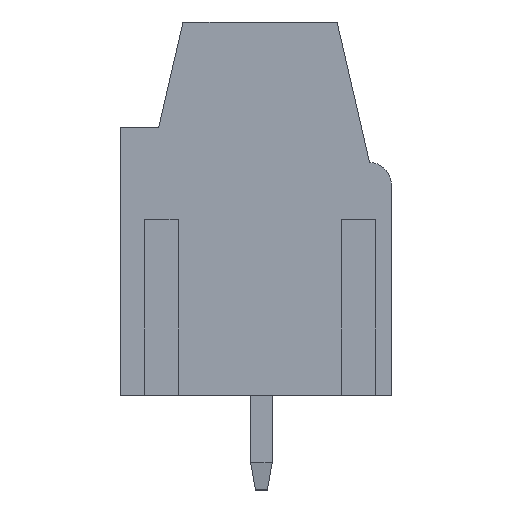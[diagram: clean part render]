
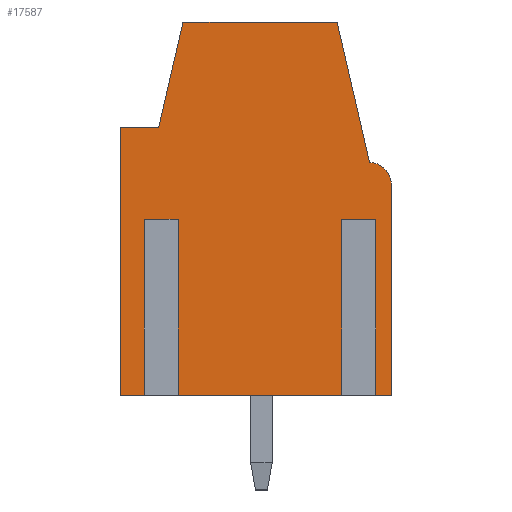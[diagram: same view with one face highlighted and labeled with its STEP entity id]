
A CAD part, left-side view. The second image highlights one B-rep face of the part: STEP entity #17587.
In plain terms, the highlighted planar face has unit normal (-1, 0, 0).
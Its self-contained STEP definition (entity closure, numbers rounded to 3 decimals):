
#17503=AXIS2_PLACEMENT_3D('Plane Axis2P3D',#17500,#17501,#17502) ;
#17533=AXIS2_PLACEMENT_3D('Circle Axis2P3D',#17531,#17532,$) ;
#16296=CARTESIAN_POINT('Vertex',(0.55,10.,13.4)) ;
#16380=CARTESIAN_POINT('Vertex',(0.55,10.,3.5)) ;
#16383=CARTESIAN_POINT('Line Origine',(0.55,10.,8.45)) ;
#16442=CARTESIAN_POINT('Vertex',(0.55,7.7,17.3)) ;
#16491=CARTESIAN_POINT('Vertex',(0.55,8.6,13.4)) ;
#16494=CARTESIAN_POINT('Line Origine',(0.55,8.15,15.35)) ;
#16566=CARTESIAN_POINT('Line Origine',(0.55,9.3,13.4)) ;
#16926=CARTESIAN_POINT('Vertex',(0.55,0.,3.5)) ;
#16929=CARTESIAN_POINT('Line Origine',(0.55,0.447,3.5)) ;
#16933=CARTESIAN_POINT('Vertex',(0.55,0.894,3.5)) ;
#16954=CARTESIAN_POINT('Vertex',(0.55,1.506,3.5)) ;
#16957=CARTESIAN_POINT('Line Origine',(0.55,4.85,3.5)) ;
#16961=CARTESIAN_POINT('Vertex',(0.55,8.194,3.5)) ;
#16982=CARTESIAN_POINT('Vertex',(0.55,8.806,3.5)) ;
#16985=CARTESIAN_POINT('Line Origine',(0.55,9.403,3.5)) ;
#17500=CARTESIAN_POINT('Axis2P3D Location',(0.55,10.,0.)) ;
#17505=CARTESIAN_POINT('Line Origine',(0.55,1.506,6.75)) ;
#17509=CARTESIAN_POINT('Vertex',(0.55,1.506,10.)) ;
#17512=CARTESIAN_POINT('Line Origine',(0.55,1.2,10.)) ;
#17516=CARTESIAN_POINT('Vertex',(0.55,0.894,10.)) ;
#17519=CARTESIAN_POINT('Line Origine',(0.55,0.894,6.75)) ;
#17524=CARTESIAN_POINT('Line Origine',(0.55,0.,7.4)) ;
#17528=CARTESIAN_POINT('Vertex',(0.55,0.,11.3)) ;
#17531=CARTESIAN_POINT('Axis2P3D Location',(0.55,0.8,11.3)) ;
#17535=CARTESIAN_POINT('Vertex',(0.55,0.8,12.1)) ;
#17538=CARTESIAN_POINT('Line Origine',(0.55,1.4,14.7)) ;
#17542=CARTESIAN_POINT('Vertex',(0.55,2.001,17.3)) ;
#17545=CARTESIAN_POINT('Line Origine',(0.55,4.85,17.3)) ;
#17550=CARTESIAN_POINT('Line Origine',(0.55,8.806,6.75)) ;
#17554=CARTESIAN_POINT('Vertex',(0.55,8.806,10.)) ;
#17557=CARTESIAN_POINT('Line Origine',(0.55,8.5,10.)) ;
#17561=CARTESIAN_POINT('Vertex',(0.55,8.194,10.)) ;
#17564=CARTESIAN_POINT('Line Origine',(0.55,8.194,6.75)) ;
#16384=DIRECTION('Vector Direction',(0.,0.,1.)) ;
#16495=DIRECTION('Vector Direction',(0.,-0.225,0.974)) ;
#16567=DIRECTION('Vector Direction',(0.,-1.,0.)) ;
#16930=DIRECTION('Vector Direction',(0.,1.,0.)) ;
#16958=DIRECTION('Vector Direction',(0.,1.,0.)) ;
#16986=DIRECTION('Vector Direction',(0.,1.,0.)) ;
#17501=DIRECTION('Axis2P3D Direction',(1.,0.,0.)) ;
#17502=DIRECTION('Axis2P3D XDirection',(0.,0.,-1.)) ;
#17506=DIRECTION('Vector Direction',(0.,0.,1.)) ;
#17513=DIRECTION('Vector Direction',(0.,1.,0.)) ;
#17520=DIRECTION('Vector Direction',(0.,0.,1.)) ;
#17525=DIRECTION('Vector Direction',(0.,0.,-1.)) ;
#17532=DIRECTION('Axis2P3D Direction',(1.,0.,0.)) ;
#17539=DIRECTION('Vector Direction',(0.,-0.225,-0.974)) ;
#17546=DIRECTION('Vector Direction',(0.,-1.,0.)) ;
#17551=DIRECTION('Vector Direction',(0.,0.,1.)) ;
#17558=DIRECTION('Vector Direction',(0.,1.,0.)) ;
#17565=DIRECTION('Vector Direction',(0.,0.,1.)) ;
#16385=VECTOR('Line Direction',#16384,1.) ;
#16496=VECTOR('Line Direction',#16495,1.) ;
#16568=VECTOR('Line Direction',#16567,1.) ;
#16931=VECTOR('Line Direction',#16930,1.) ;
#16959=VECTOR('Line Direction',#16958,1.) ;
#16987=VECTOR('Line Direction',#16986,1.) ;
#17507=VECTOR('Line Direction',#17506,1.) ;
#17514=VECTOR('Line Direction',#17513,1.) ;
#17521=VECTOR('Line Direction',#17520,1.) ;
#17526=VECTOR('Line Direction',#17525,1.) ;
#17540=VECTOR('Line Direction',#17539,1.) ;
#17547=VECTOR('Line Direction',#17546,1.) ;
#17552=VECTOR('Line Direction',#17551,1.) ;
#17559=VECTOR('Line Direction',#17558,1.) ;
#17566=VECTOR('Line Direction',#17565,1.) ;
#17570=ORIENTED_EDGE('',*,*,#17511,.T.) ;
#17571=ORIENTED_EDGE('',*,*,#17518,.F.) ;
#17572=ORIENTED_EDGE('',*,*,#17523,.F.) ;
#17573=ORIENTED_EDGE('',*,*,#16935,.F.) ;
#17574=ORIENTED_EDGE('',*,*,#17530,.F.) ;
#17575=ORIENTED_EDGE('',*,*,#17537,.F.) ;
#17576=ORIENTED_EDGE('',*,*,#17544,.F.) ;
#17577=ORIENTED_EDGE('',*,*,#17549,.F.) ;
#17578=ORIENTED_EDGE('',*,*,#16498,.F.) ;
#17579=ORIENTED_EDGE('',*,*,#16570,.F.) ;
#17580=ORIENTED_EDGE('',*,*,#16387,.F.) ;
#17581=ORIENTED_EDGE('',*,*,#16989,.F.) ;
#17582=ORIENTED_EDGE('',*,*,#17556,.T.) ;
#17583=ORIENTED_EDGE('',*,*,#17563,.F.) ;
#17584=ORIENTED_EDGE('',*,*,#17568,.F.) ;
#17585=ORIENTED_EDGE('',*,*,#16963,.F.) ;
#17587=ADVANCED_FACE('HOUSING',(#17586),#17504,.F.) ;
#17534=CIRCLE('generated circle',#17533,0.8) ;
#16387=EDGE_CURVE('',#16381,#16297,#16386,.T.) ;
#16498=EDGE_CURVE('',#16492,#16443,#16497,.T.) ;
#16570=EDGE_CURVE('',#16297,#16492,#16569,.T.) ;
#16935=EDGE_CURVE('',#16927,#16934,#16932,.T.) ;
#16963=EDGE_CURVE('',#16955,#16962,#16960,.T.) ;
#16989=EDGE_CURVE('',#16983,#16381,#16988,.T.) ;
#17511=EDGE_CURVE('',#16955,#17510,#17508,.T.) ;
#17518=EDGE_CURVE('',#17517,#17510,#17515,.T.) ;
#17523=EDGE_CURVE('',#16934,#17517,#17522,.T.) ;
#17530=EDGE_CURVE('',#17529,#16927,#17527,.T.) ;
#17537=EDGE_CURVE('',#17536,#17529,#17534,.T.) ;
#17544=EDGE_CURVE('',#17543,#17536,#17541,.T.) ;
#17549=EDGE_CURVE('',#16443,#17543,#17548,.T.) ;
#17556=EDGE_CURVE('',#16983,#17555,#17553,.T.) ;
#17563=EDGE_CURVE('',#17562,#17555,#17560,.T.) ;
#17568=EDGE_CURVE('',#16962,#17562,#17567,.T.) ;
#17569=EDGE_LOOP('',(#17570,#17571,#17572,#17573,#17574,#17575,#17576,#17577,#17578,#17579,#17580,#17581,#17582,#17583,#17584,#17585)) ;
#17586=FACE_OUTER_BOUND('',#17569,.T.) ;
#16386=LINE('Line',#16383,#16385) ;
#16497=LINE('Line',#16494,#16496) ;
#16569=LINE('Line',#16566,#16568) ;
#16932=LINE('Line',#16929,#16931) ;
#16960=LINE('Line',#16957,#16959) ;
#16988=LINE('Line',#16985,#16987) ;
#17508=LINE('Line',#17505,#17507) ;
#17515=LINE('Line',#17512,#17514) ;
#17522=LINE('Line',#17519,#17521) ;
#17527=LINE('Line',#17524,#17526) ;
#17541=LINE('Line',#17538,#17540) ;
#17548=LINE('Line',#17545,#17547) ;
#17553=LINE('Line',#17550,#17552) ;
#17560=LINE('Line',#17557,#17559) ;
#17567=LINE('Line',#17564,#17566) ;
#17504=PLANE('',#17503) ;
#16297=VERTEX_POINT('',#16296) ;
#16381=VERTEX_POINT('',#16380) ;
#16443=VERTEX_POINT('',#16442) ;
#16492=VERTEX_POINT('',#16491) ;
#16927=VERTEX_POINT('',#16926) ;
#16934=VERTEX_POINT('',#16933) ;
#16955=VERTEX_POINT('',#16954) ;
#16962=VERTEX_POINT('',#16961) ;
#16983=VERTEX_POINT('',#16982) ;
#17510=VERTEX_POINT('',#17509) ;
#17517=VERTEX_POINT('',#17516) ;
#17529=VERTEX_POINT('',#17528) ;
#17536=VERTEX_POINT('',#17535) ;
#17543=VERTEX_POINT('',#17542) ;
#17555=VERTEX_POINT('',#17554) ;
#17562=VERTEX_POINT('',#17561) ;
